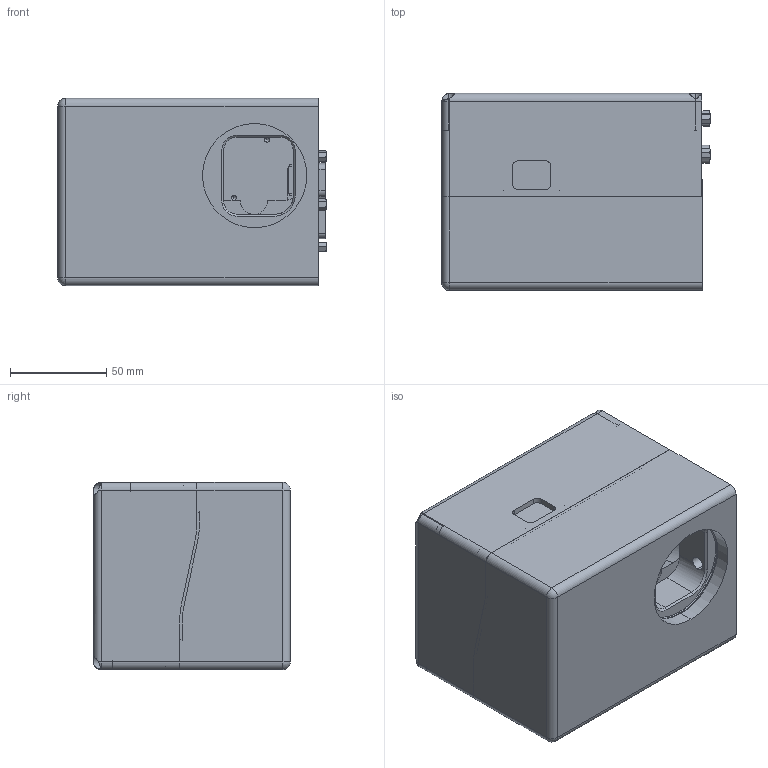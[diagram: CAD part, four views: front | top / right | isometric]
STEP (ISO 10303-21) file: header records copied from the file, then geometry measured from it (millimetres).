
FILE_DESCRIPTION (( 'STEP AP203' ), '1' );
FILE_NAME ('M021907_SS-IIE-07~01.STEP', '2015-02-03T15:09:28', ( '' ), ( '' ), 'SwSTEP 2.0', 'SolidWorks 2014', '' );
FILE_SCHEMA (( 'CONFIG_CONTROL_DESIGN' ));
Length unit declared in the file: millimetre
Products named in the file (1): M021907_SS-IIE-07~01
Bounding box: 139.1 x 102 x 97 mm (x, y, z)
Volume: 429159.1 mm3; surface area: 158037.2 mm2
Topology: 19 solids, 19 shells, 947 faces, 2270 edges, 1400 vertices
Faces by surface type: cylinder 379, plane 352, cone 184, torus 28, sphere 4
Entity records: 27912 total; most frequent: CARTESIAN_POINT 5379, DIRECTION 4932, ORIENTED_EDGE 4444, EDGE_CURVE 2222, AXIS2_PLACEMENT_3D 1887, VERTEX_POINT 1400, VECTOR 1158, LINE 1158
